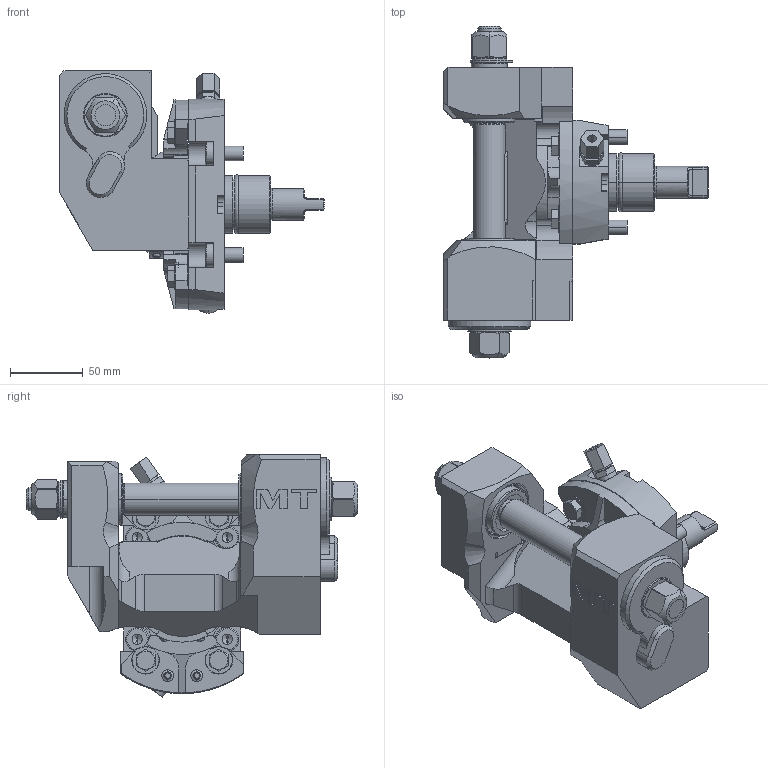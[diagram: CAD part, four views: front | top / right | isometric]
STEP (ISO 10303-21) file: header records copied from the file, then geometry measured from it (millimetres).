
FILE_DESCRIPTION((''),'2;1');
FILE_NAME('MNZ0202100_CONF','2023-02-22T16:48:26',('sterribile'),('M.T. srl'),'CREO PARAMETRIC BY PTC INC, 2021072','CREO PARAMETRIC BY PTC INC, 2021072','');
FILE_SCHEMA(('CONFIG_CONTROL_DESIGN'));
Length unit declared in the file: millimetre
Products named in the file (1): MNZ0202100_CONF
Bounding box: 182.22 x 228.5 x 166.82 mm (x, y, z)
Volume: 1373515.8 mm3; surface area: 159008.5 mm2
Topology: 1 solids, 1 shells, 755 faces, 1967 edges, 1255 vertices
Faces by surface type: plane 338, cylinder 279, cone 96, torus 24, bspline 12, sphere 4, extrusion 2
Entity records: 26414 total; most frequent: CARTESIAN_POINT 7634, DIRECTION 4009, ORIENTED_EDGE 3878, EDGE_CURVE 1939, AXIS2_PLACEMENT_3D 1503, VERTEX_POINT 1255, VECTOR 1003, LINE 1001
